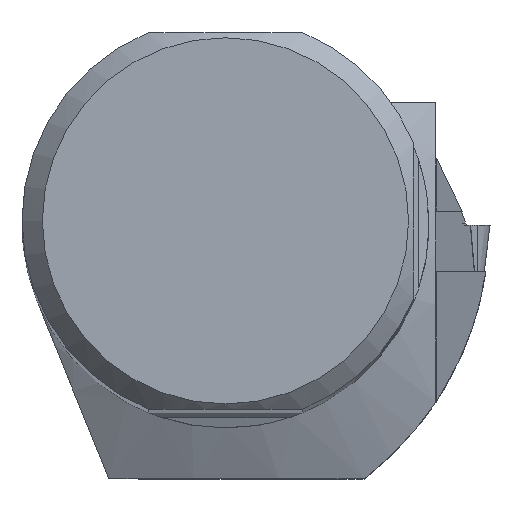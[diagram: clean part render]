
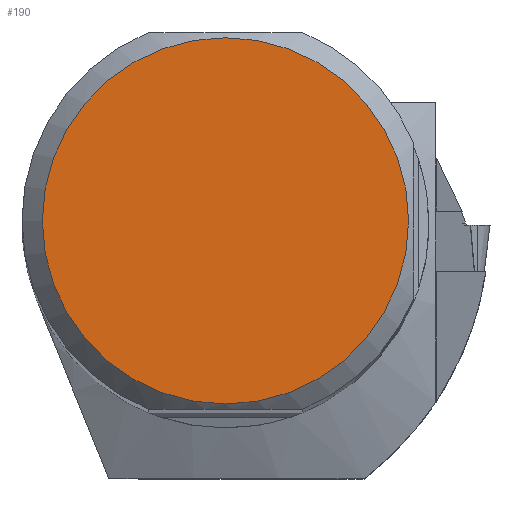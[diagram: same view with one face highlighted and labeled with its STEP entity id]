
A CAD part, top view. The second image highlights one B-rep face of the part: STEP entity #190.
In plain terms, the highlighted planar face has unit normal (0, 0, 1).
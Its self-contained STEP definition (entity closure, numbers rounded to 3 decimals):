
#109=CIRCLE('',#1706,18.);
#190=ADVANCED_FACE('',(#304),#262,.T.);
#262=PLANE('',#1719);
#304=FACE_OUTER_BOUND('',#386,.T.);
#386=EDGE_LOOP('',(#727));
#727=ORIENTED_EDGE('',*,*,#1298,.T.);
#1128=VERTEX_POINT('',#2552);
#1298=EDGE_CURVE('',#1128,#1128,#109,.T.);
#1706=AXIS2_PLACEMENT_3D('',#2551,#1846,#1847);
#1719=AXIS2_PLACEMENT_3D('',#2700,#1888,#1889);
#1846=DIRECTION('',(0.,0.,1.));
#1847=DIRECTION('',(1.,0.,0.));
#1888=DIRECTION('',(0.,0.,1.));
#1889=DIRECTION('',(-1.,0.,0.));
#2551=CARTESIAN_POINT('',(0.,0.,0.));
#2552=CARTESIAN_POINT('',(18.,0.,0.));
#2700=CARTESIAN_POINT('',(18.,0.,0.));
